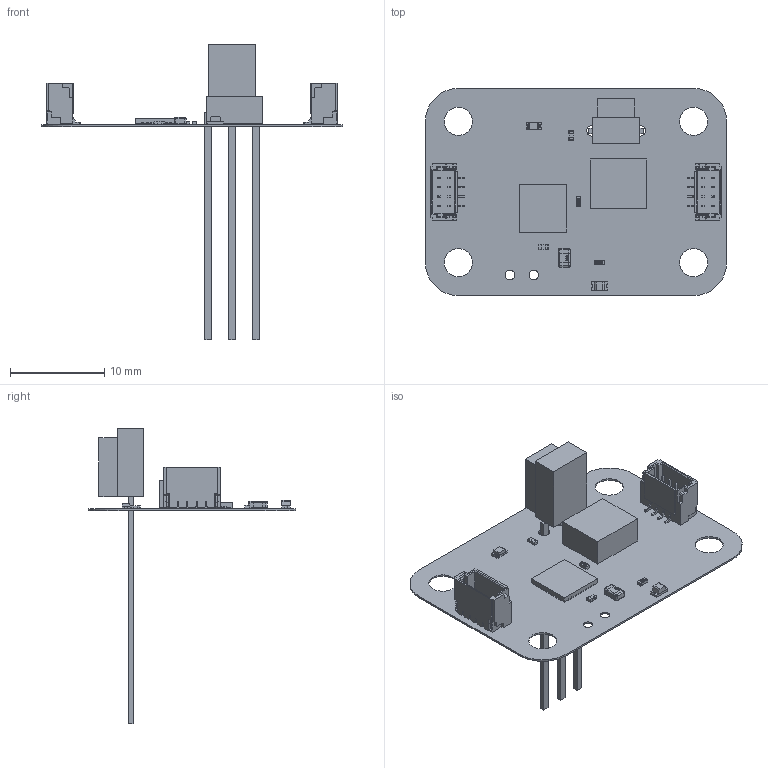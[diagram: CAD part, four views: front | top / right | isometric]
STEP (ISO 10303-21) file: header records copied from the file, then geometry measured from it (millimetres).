
FILE_DESCRIPTION(('Open CASCADE Model'),'2;1');
FILE_NAME('Open CASCADE Shape Model','2025-04-14T08:01:29',('Author'),( 'Open CASCADE'),'Open CASCADE STEP processor 7.5','Open CASCADE 7.5' ,'Unknown');
FILE_SCHEMA(('AUTOMOTIVE_DESIGN { 1 0 10303 214 1 1 1 1 }'));
Length unit declared in the file: millimetre
Products named in the file (44): PCB; Board; Open CASCADE STEP translator 7.5 10.1.1; R1; User Library-R SMD 0402; User Library-R SMD 0402_0402 BODY; User Library-R SMD 0402_0402 PAD; User Library-R SMD 0402_0402 OPIS; U2; 4404901776; Extruded; 4404889936; 4404900096; D1; 15406085xxx; contacts; housing; Cap; C3; C0402; STAT1; 0603 LED Green; Solid1; Solid4; U; DUELink-U-Connector-BM04B-SRSS-TB; D; DUELink-Connector-BM04B-SRSS-TB; R4; C2; 0805 SMD Capacitor; C1; Free-Models; STM32-QFN32; 6230013168
Assembly tree (48 placements, depth 4):
  PCB
    Board
      Open CASCADE STEP translator 7.5 10.1.1
    R1
      User Library-R SMD 0402
        User Library-R SMD 0402_0402 BODY
        User Library-R SMD 0402_0402 PAD  x2
        User Library-R SMD 0402_0402 OPIS
    U2
      4404901776  x3
        Extruded
      4404889936
        Extruded
      4404900096
        Extruded
    D1
      15406085xxx
        contacts
        housing
        Cap
    C3
      C0402
    STAT1
      0603 LED Green
        Solid1
        Solid4
        Solid1
        Solid1
        Solid4
        Solid1
        Solid1
        Solid1
    U
      DUELink-U-Connector-BM04B-SRSS-TB
    D
      DUELink-Connector-BM04B-SRSS-TB
    R4
      User Library-R SMD 0402
        User Library-R SMD 0402_0402 BODY
        User Library-R SMD 0402_0402 PAD  x2
        User Library-R SMD 0402_0402 OPIS
    C2
      0805 SMD Capacitor
    C1
      C0402
    Free-Models
      STM32-QFN32
      6230013168
        Extruded
Bounding box: 32 x 22 x 31.38 mm (x, y, z)
Volume: 490.1 mm3; surface area: 2443.1 mm2
Topology: 95 solids, 95 shells, 1535 faces, 5182 edges, 5288 vertices
Faces by surface type: plane 1126, cylinder 252, bspline 133, revolution 16, sphere 8
Full cylindrical faces by diameter (mm): 0.096 x1, 1.016 x2, 1.15 x3, 3 x4
Entity records: 59806 total; most frequent: CARTESIAN_POINT 15510, DIRECTION 7694, ORIENTED_EDGE 6574, LINE 4046, VECTOR 4046, EDGE_CURVE 3287, VERTEX_POINT 2142, AXIS2_PLACEMENT_3D 1820
